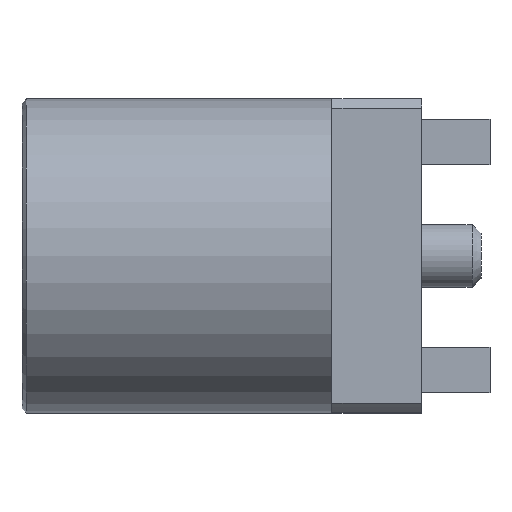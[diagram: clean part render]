
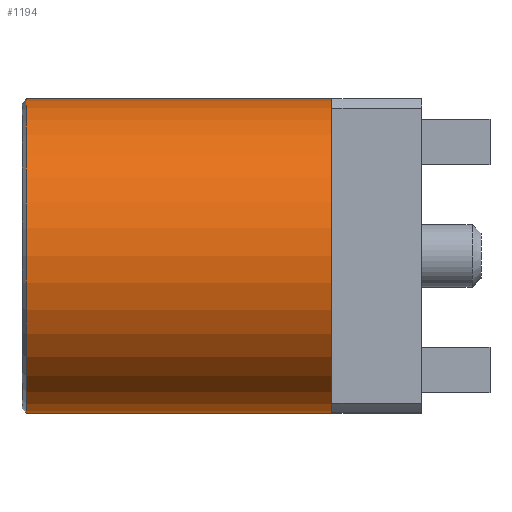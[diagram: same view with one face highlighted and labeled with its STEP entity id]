
A CAD part, top view. The second image highlights one B-rep face of the part: STEP entity #1194.
In plain terms, the highlighted cylindrical face has radius 1.75 mm (diameter 3.5 mm), a partial arc.
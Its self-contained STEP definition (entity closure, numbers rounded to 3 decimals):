
#143=CARTESIAN_POINT('',(-5.16,0.,0.));
#144=DIRECTION('',(1.,0.,0.));
#145=DIRECTION('',(0.,1.,0.));
#146=AXIS2_PLACEMENT_3D('',#143,#144,#145);
#148=DIRECTION('',(1.,0.,0.));
#149=VECTOR('',#148,3.4);
#150=CARTESIAN_POINT('',(-5.16,1.75,
0.));
#151=LINE('',#150,#149);
#152=CARTESIAN_POINT('',(-1.76,0.,0.));
#153=DIRECTION('',(-1.,0.,0.));
#154=DIRECTION('',(0.,0.,1.));
#155=AXIS2_PLACEMENT_3D('',#152,#153,#154);
#157=CARTESIAN_POINT('',(-1.76,0.,0.));
#158=DIRECTION('',(-1.,0.,0.));
#159=DIRECTION('',(0.,-1.,0.));
#160=AXIS2_PLACEMENT_3D('',#157,#158,#159);
#162=DIRECTION('',(1.,0.,0.));
#163=VECTOR('',#162,3.4);
#164=CARTESIAN_POINT('',(-5.16,-1.75,
0.));
#165=LINE('',#164,#163);
#775=CARTESIAN_POINT('',(-1.76,1.75,0.));
#777=VERTEX_POINT('',#775);
#779=CARTESIAN_POINT('',(-1.76,-1.75,0.));
#780=VERTEX_POINT('',#779);
#781=CARTESIAN_POINT('',(-1.76,0.,1.75));
#782=VERTEX_POINT('',#781);
#879=CARTESIAN_POINT('',(-5.16,1.75,0.));
#880=CARTESIAN_POINT('',(-5.16,-1.75,0.));
#881=VERTEX_POINT('',#879);
#882=VERTEX_POINT('',#880);
#1178=CARTESIAN_POINT('',(-1.588,0.,0.));
#1179=DIRECTION('',(-1.,0.,0.));
#1180=DIRECTION('',(0.,-1.,0.));
#1181=AXIS2_PLACEMENT_3D('',#1178,#1179,#1180);
#1182=CYLINDRICAL_SURFACE('',#1181,1.75);
#1183=ORIENTED_EDGE('',*,*,#1168,.F.);
#1185=ORIENTED_EDGE('',*,*,#1184,.T.);
#1187=ORIENTED_EDGE('',*,*,#1186,.F.);
#1189=ORIENTED_EDGE('',*,*,#1188,.F.);
#1191=ORIENTED_EDGE('',*,*,#1190,.F.);
#1192=EDGE_LOOP('',(#1183,#1185,#1187,#1189,#1191));
#1193=FACE_OUTER_BOUND('',#1192,.F.);
#1194=ADVANCED_FACE('',(#1193),#1182,.T.);
#147=CIRCLE('',#146,1.75);
#156=CIRCLE('',#155,1.75);
#161=CIRCLE('',#160,1.75);
#1168=EDGE_CURVE('',#881,#882,#147,.T.);
#1184=EDGE_CURVE('',#881,#777,#151,.T.);
#1186=EDGE_CURVE('',#782,#777,#156,.T.);
#1188=EDGE_CURVE('',#780,#782,#161,.T.);
#1190=EDGE_CURVE('',#882,#780,#165,.T.);
